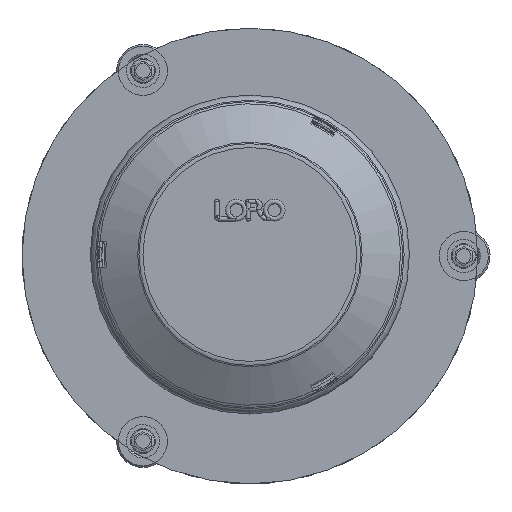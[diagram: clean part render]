
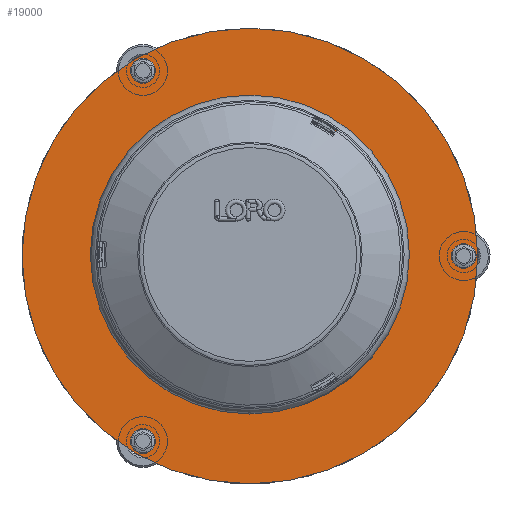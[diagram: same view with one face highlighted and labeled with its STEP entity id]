
A CAD part, top view. The second image highlights one B-rep face of the part: STEP entity #19000.
In plain terms, the highlighted planar face has unit normal (0, 0, 1).
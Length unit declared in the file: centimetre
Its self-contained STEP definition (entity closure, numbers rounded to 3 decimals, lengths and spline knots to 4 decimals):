
#179=FACE_BOUND('',#2442,.T.);
#180=FACE_BOUND('',#2443,.T.);
#181=FACE_BOUND('',#2444,.T.);
#182=FACE_BOUND('',#2445,.T.);
#560=PLANE('',#20109);
#1481=FACE_OUTER_BOUND('',#2441,.T.);
#2441=EDGE_LOOP('',(#13739));
#2442=EDGE_LOOP('',(#13740));
#2443=EDGE_LOOP('',(#13741));
#2444=EDGE_LOOP('',(#13742));
#2445=EDGE_LOOP('',(#13743));
#7281=CIRCLE('',#20094,4.);
#7283=CIRCLE('',#20097,4.);
#7285=CIRCLE('',#20100,4.);
#7288=CIRCLE('',#20104,84.5);
#7290=CIRCLE('',#20107,130.);
#8427=VERTEX_POINT('',#28595);
#8429=VERTEX_POINT('',#28601);
#8431=VERTEX_POINT('',#28607);
#8434=VERTEX_POINT('',#28615);
#8436=VERTEX_POINT('',#28621);
#10473=EDGE_CURVE('',#8427,#8427,#7281,.T.);
#10476=EDGE_CURVE('',#8429,#8429,#7283,.T.);
#10479=EDGE_CURVE('',#8431,#8431,#7285,.T.);
#10484=EDGE_CURVE('',#8434,#8434,#7288,.T.);
#10487=EDGE_CURVE('',#8436,#8436,#7290,.T.);
#13739=ORIENTED_EDGE('',*,*,#10487,.T.);
#13740=ORIENTED_EDGE('',*,*,#10484,.F.);
#13741=ORIENTED_EDGE('',*,*,#10473,.T.);
#13742=ORIENTED_EDGE('',*,*,#10476,.T.);
#13743=ORIENTED_EDGE('',*,*,#10479,.T.);
#19000=ADVANCED_FACE('',(#1481,#179,#180,#181,#182),#560,.T.);
#20094=AXIS2_PLACEMENT_3D('',#28596,#22567,#22568);
#20097=AXIS2_PLACEMENT_3D('',#28602,#22574,#22575);
#20100=AXIS2_PLACEMENT_3D('',#28608,#22581,#22582);
#20104=AXIS2_PLACEMENT_3D('',#28617,#22591,#22592);
#20107=AXIS2_PLACEMENT_3D('',#28623,#22598,#22599);
#20109=AXIS2_PLACEMENT_3D('',#28625,#22602,#22603);
#22567=DIRECTION('center_axis',(0.,0.,-1.));
#22568=DIRECTION('ref_axis',(-0.866,-0.5,0.));
#22574=DIRECTION('center_axis',(0.,0.,-1.));
#22575=DIRECTION('ref_axis',(0.5,-0.866,0.));
#22581=DIRECTION('center_axis',(0.,0.,-1.));
#22582=DIRECTION('ref_axis',(-0.5,0.866,0.));
#22591=DIRECTION('center_axis',(0.,0.,1.));
#22592=DIRECTION('ref_axis',(0.866,0.5,0.));
#22598=DIRECTION('center_axis',(0.,0.,1.));
#22599=DIRECTION('ref_axis',(0.866,0.5,0.));
#22602=DIRECTION('center_axis',(0.,0.,1.));
#22603=DIRECTION('ref_axis',(0.5,-0.866,0.));
#28595=CARTESIAN_POINT('',(125.4641,2.,25.5));
#28596=CARTESIAN_POINT('Origin',(122.,0.,25.5));
#28601=CARTESIAN_POINT('',(-63.,-102.191,25.5));
#28602=CARTESIAN_POINT('Origin',(-61.,-105.6551,25.5));
#28607=CARTESIAN_POINT('',(-59.,102.191,25.5));
#28608=CARTESIAN_POINT('Origin',(-61.,105.6551,25.5));
#28615=CARTESIAN_POINT('',(-73.1791,-42.25,25.5));
#28617=CARTESIAN_POINT('Origin',(0.,0.,
25.5));
#28621=CARTESIAN_POINT('',(-112.5833,-65.,25.5));
#28623=CARTESIAN_POINT('Origin',(0.,0.,
25.5));
#28625=CARTESIAN_POINT('Origin',(0.,0.,
25.5));
